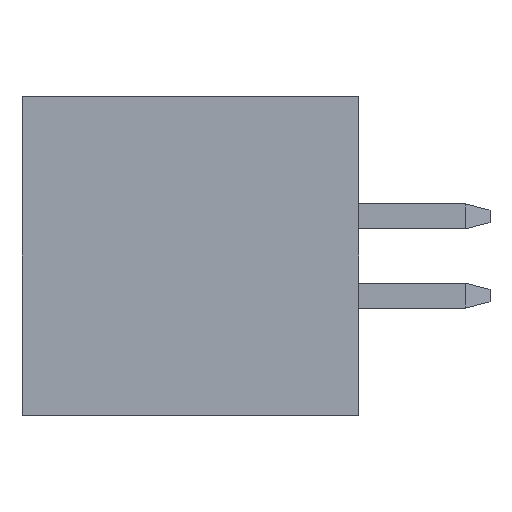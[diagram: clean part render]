
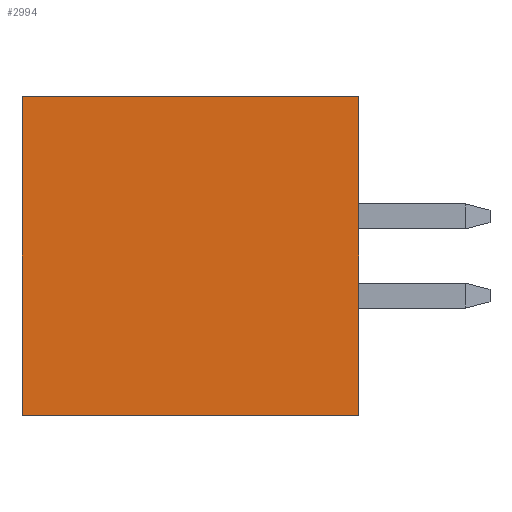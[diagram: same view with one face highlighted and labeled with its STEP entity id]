
A CAD part, left-side view. The second image highlights one B-rep face of the part: STEP entity #2994.
In plain terms, the highlighted planar face has unit normal (-1, 0, 0).
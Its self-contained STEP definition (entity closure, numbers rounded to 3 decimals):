
#112=FACE_OUTER_BOUND('',#299,.T.);
#299=EDGE_LOOP('',(#2258,#2259,#2260,#2261));
#456=LINE('',#4158,#871);
#473=LINE('',#4191,#888);
#591=LINE('',#4428,#1006);
#611=LINE('',#4466,#1026);
#871=VECTOR('',#3370,10.);
#888=VECTOR('',#3389,10.);
#1006=VECTOR('',#3593,10.);
#1026=VECTOR('',#3631,10.);
#1275=VERTEX_POINT('',#4155);
#1276=VERTEX_POINT('',#4157);
#1291=VERTEX_POINT('',#4189);
#1367=VERTEX_POINT('',#4427);
#1540=EDGE_CURVE('',#1275,#1276,#456,.T.);
#1557=EDGE_CURVE('',#1291,#1275,#473,.T.);
#1675=EDGE_CURVE('',#1276,#1367,#591,.T.);
#1695=EDGE_CURVE('',#1291,#1367,#611,.T.);
#2258=ORIENTED_EDGE('',*,*,#1557,.F.);
#2259=ORIENTED_EDGE('',*,*,#1695,.T.);
#2260=ORIENTED_EDGE('',*,*,#1675,.F.);
#2261=ORIENTED_EDGE('',*,*,#1540,.F.);
#2815=PLANE('',#3195);
#2994=ADVANCED_FACE('',(#112),#2815,.T.);
#3195=AXIS2_PLACEMENT_3D('',#4467,#3632,#3633);
#3370=DIRECTION('',(0.,1.,0.));
#3389=DIRECTION('',(0.,0.,-1.));
#3593=DIRECTION('',(0.,0.,1.));
#3631=DIRECTION('',(0.,1.,0.));
#3632=DIRECTION('center_axis',(-1.,0.,0.));
#3633=DIRECTION('ref_axis',(0.,0.,1.));
#4155=CARTESIAN_POINT('',(-5.69,0.,-2.55));
#4157=CARTESIAN_POINT('',(-5.69,5.4,-2.55));
#4158=CARTESIAN_POINT('',(-5.69,0.,-2.55));
#4189=CARTESIAN_POINT('',(-5.69,0.,2.55));
#4191=CARTESIAN_POINT('',(-5.69,0.,2.55));
#4427=CARTESIAN_POINT('',(-5.69,5.4,2.55));
#4428=CARTESIAN_POINT('',(-5.69,5.4,-2.55));
#4466=CARTESIAN_POINT('',(-5.69,0.,2.55));
#4467=CARTESIAN_POINT('Origin',(-5.69,0.,-2.55));
